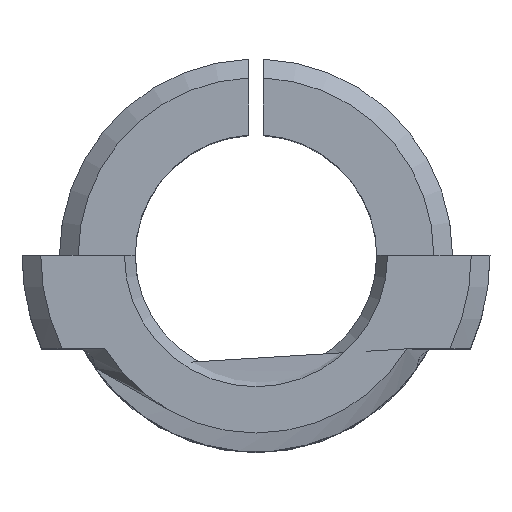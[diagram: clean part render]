
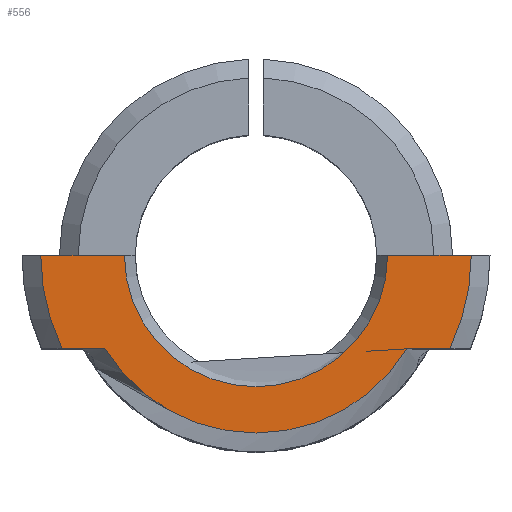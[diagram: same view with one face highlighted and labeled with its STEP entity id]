
A CAD part, top view. The second image highlights one B-rep face of the part: STEP entity #556.
In plain terms, the highlighted planar face has unit normal (0, 0, 1).
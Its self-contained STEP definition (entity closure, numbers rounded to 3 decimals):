
#556=ADVANCED_FACE('',(#796),#676,.T.);
#676=PLANE('',#4021);
#796=FACE_OUTER_BOUND('',#950,.T.);
#950=EDGE_LOOP('',(#1484,#1485,#1486,#1487,#1488,#1489,#1490,#1491));
#1484=ORIENTED_EDGE('',*,*,#2396,.T.);
#1485=ORIENTED_EDGE('',*,*,#2397,.T.);
#1486=ORIENTED_EDGE('',*,*,#2395,.T.);
#1487=ORIENTED_EDGE('',*,*,#2398,.F.);
#1488=ORIENTED_EDGE('',*,*,#2387,.T.);
#1489=ORIENTED_EDGE('',*,*,#2399,.F.);
#1490=ORIENTED_EDGE('',*,*,#2400,.T.);
#1491=ORIENTED_EDGE('',*,*,#2401,.T.);
#2024=VERTEX_POINT('',#6118);
#2025=VERTEX_POINT('',#6120);
#2030=VERTEX_POINT('',#6136);
#2031=VERTEX_POINT('',#6138);
#2032=VERTEX_POINT('',#6142);
#2033=VERTEX_POINT('',#6143);
#2034=VERTEX_POINT('',#6147);
#2035=VERTEX_POINT('',#6149);
#2387=EDGE_CURVE('',#2025,#2024,#2644,.T.);
#2395=EDGE_CURVE('',#2030,#2031,#2647,.T.);
#2396=EDGE_CURVE('',#2032,#2033,#2648,.T.);
#2397=EDGE_CURVE('',#2033,#2030,#3182,.T.);
#2398=EDGE_CURVE('',#2025,#2031,#3183,.T.);
#2399=EDGE_CURVE('',#2034,#2024,#3184,.T.);
#2400=EDGE_CURVE('',#2034,#2035,#2649,.T.);
#2401=EDGE_CURVE('',#2035,#2032,#3185,.T.);
#2644=CIRCLE('',#4012,7.027);
#2647=CIRCLE('',#4017,11.5);
#2648=CIRCLE('',#4019,9.5);
#2649=CIRCLE('',#4020,11.5);
#3182=LINE('',#6144,#3493);
#3183=LINE('',#6145,#3494);
#3184=LINE('',#6146,#3495);
#3185=LINE('',#6150,#3496);
#3493=VECTOR('',#4765,1.);
#3494=VECTOR('',#4766,1.);
#3495=VECTOR('',#4767,1.);
#3496=VECTOR('',#4770,1.);
#4012=AXIS2_PLACEMENT_3D('',#6119,#4745,#4746);
#4017=AXIS2_PLACEMENT_3D('',#6139,#4759,#4760);
#4019=AXIS2_PLACEMENT_3D('',#6141,#4763,#4764);
#4020=AXIS2_PLACEMENT_3D('',#6148,#4768,#4769);
#4021=AXIS2_PLACEMENT_3D('',#6151,#4771,#4772);
#4745=DIRECTION('',(0.,0.,-1.));
#4746=DIRECTION('',(1.,0.,0.));
#4759=DIRECTION('',(0.,0.,1.));
#4760=DIRECTION('',(0.901,-0.435,0.));
#4763=DIRECTION('',(0.,0.,1.));
#4764=DIRECTION('',(-0.85,-0.526,0.));
#4765=DIRECTION('',(1.,0.,0.));
#4766=DIRECTION('',(1.,0.,0.));
#4767=DIRECTION('',(1.,0.,0.));
#4768=DIRECTION('',(0.,0.,1.));
#4769=DIRECTION('',(-1.,0.,0.));
#4770=DIRECTION('',(1.,0.,0.));
#4771=DIRECTION('',(0.,0.,1.));
#4772=DIRECTION('',(0.,-1.,0.));
#6118=CARTESIAN_POINT('',(-7.027,0.,33.));
#6119=CARTESIAN_POINT('',(0.,0.,
33.));
#6120=CARTESIAN_POINT('',(7.027,0.,33.));
#6136=CARTESIAN_POINT('',(10.356,-5.,33.));
#6138=CARTESIAN_POINT('',(11.5,0.,33.));
#6139=CARTESIAN_POINT('',(0.,0.,
33.));
#6141=CARTESIAN_POINT('',(0.,0.,33.));
#6142=CARTESIAN_POINT('',(-8.078,-5.,33.));
#6143=CARTESIAN_POINT('',(8.078,-5.,33.));
#6144=CARTESIAN_POINT('',(8.078,-5.,33.));
#6145=CARTESIAN_POINT('',(7.027,0.,33.));
#6146=CARTESIAN_POINT('',(-11.5,0.,33.));
#6147=CARTESIAN_POINT('',(-11.5,0.,33.));
#6148=CARTESIAN_POINT('',(0.,0.,
33.));
#6149=CARTESIAN_POINT('',(-10.356,-5.,33.));
#6150=CARTESIAN_POINT('',(-10.356,-5.,33.));
#6151=CARTESIAN_POINT('',(-12.811,0.362,33.));
